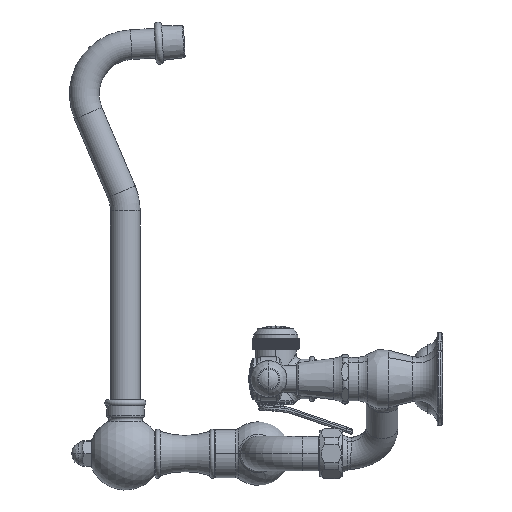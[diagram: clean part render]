
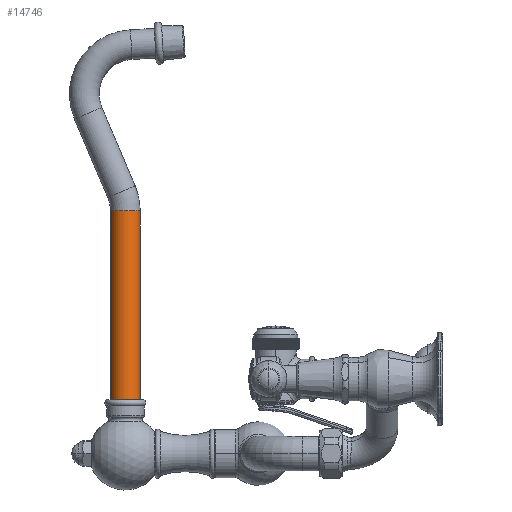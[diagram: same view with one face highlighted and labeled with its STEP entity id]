
A CAD part, left-side view. The second image highlights one B-rep face of the part: STEP entity #14746.
In plain terms, the highlighted cylindrical face has radius 9.525 mm (diameter 19.05 mm), a partial arc.
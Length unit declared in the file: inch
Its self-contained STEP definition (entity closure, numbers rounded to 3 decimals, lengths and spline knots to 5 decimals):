
#13319=CARTESIAN_POINT('',(0.,2.25377,1.358));
#13320=DIRECTION('',(0.,0.,1.));
#13321=DIRECTION('',(0.,1.,0.));
#13322=AXIS2_PLACEMENT_3D('',#13319,#13320,#13321);
#13327=DIRECTION('',(0.,0.,1.));
#13328=VECTOR('',#13327,4.765);
#13329=CARTESIAN_POINT('',(0.,1.87877,1.358));
#13330=LINE('',#13329,#13328);
#13334=DIRECTION('',(0.,0.,1.));
#13335=VECTOR('',#13334,4.765);
#13336=CARTESIAN_POINT('',(0.,2.62877,1.358));
#13337=LINE('',#13336,#13335);
#13341=CARTESIAN_POINT('',(0.,2.25377,6.123));
#13342=DIRECTION('',(0.,0.,1.));
#13343=DIRECTION('',(0.,1.,0.));
#13344=AXIS2_PLACEMENT_3D('',#13341,#13342,#13343);
#13619=CARTESIAN_POINT('',(0.,1.87877,6.123));
#13620=CARTESIAN_POINT('',(0.,2.62877,6.123));
#13621=VERTEX_POINT('',#13619);
#13622=VERTEX_POINT('',#13620);
#13635=CARTESIAN_POINT('',(0.,1.87877,1.358));
#13636=CARTESIAN_POINT('',(0.,2.62877,1.358));
#13637=VERTEX_POINT('',#13635);
#13638=VERTEX_POINT('',#13636);
#14734=CARTESIAN_POINT('',(0.,2.25377,0.948));
#14735=DIRECTION('',(0.,0.,1.));
#14736=DIRECTION('',(0.,-1.,0.));
#14737=AXIS2_PLACEMENT_3D('',#14734,#14735,#14736);
#14738=CYLINDRICAL_SURFACE('',#14737,0.375);
#14739=ORIENTED_EDGE('',*,*,#14695,.F.);
#14740=ORIENTED_EDGE('',*,*,#14722,.T.);
#14742=ORIENTED_EDGE('',*,*,#14741,.T.);
#14743=ORIENTED_EDGE('',*,*,#14718,.F.);
#14744=EDGE_LOOP('',(#14739,#14740,#14742,#14743));
#14745=FACE_OUTER_BOUND('',#14744,.F.);
#13323=CIRCLE('',#13322,0.375);
#13345=CIRCLE('',#13344,0.375);
#14695=EDGE_CURVE('',#13638,#13637,#13323,.T.);
#14718=EDGE_CURVE('',#13637,#13621,#13330,.T.);
#14722=EDGE_CURVE('',#13638,#13622,#13337,.T.);
#14741=EDGE_CURVE('',#13622,#13621,#13345,.T.);
#14746=ADVANCED_FACE('',(#14745),#14738,.T.);
